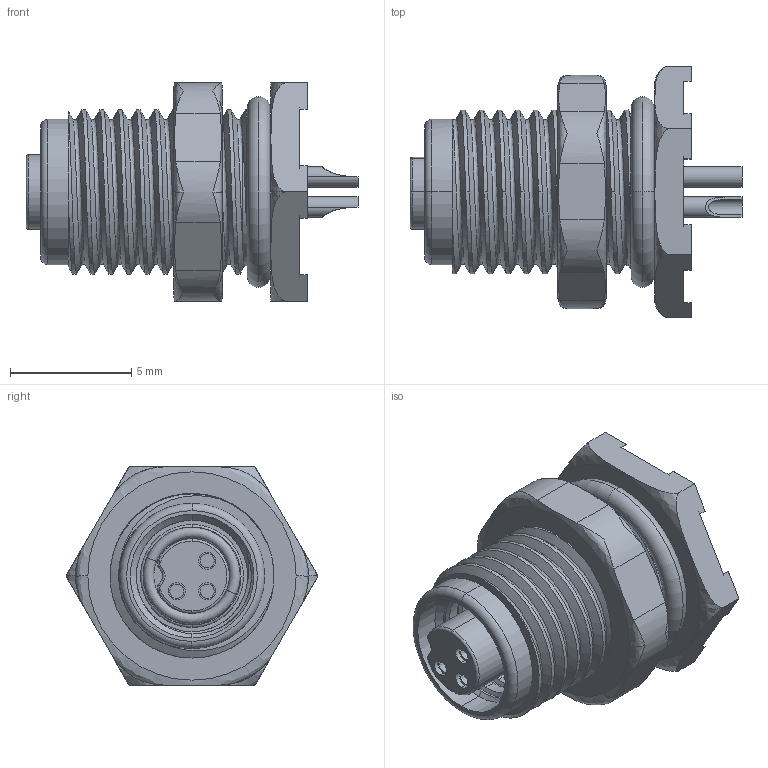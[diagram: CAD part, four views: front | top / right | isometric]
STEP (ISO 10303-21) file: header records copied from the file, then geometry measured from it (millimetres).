
FILE_DESCRIPTION (( 'STEP AP203' ), '1' );
FILE_NAME ('54-00104_revA.STEP', '2018-08-23T16:36:09', ( '' ), ( '' ), 'SwSTEP 2.0', 'SolidWorks 2015', '' );
FILE_SCHEMA (( 'CONFIG_CONTROL_DESIGN' ));
Length unit declared in the file: millimetre
Products named in the file (8): M5_oring_small; M5F3P_short; M5Female_socket; M5_female panel mount threads; M5_oring_large_6 mm diameter; M7x.75 nut; 54-00104_revA
Assembly tree (9 placements, depth 3):
  54-00104_revA
    M5_female panel mount threads
    M7x.75 nut
    M5_oring_large_6 mm diameter
    M5F3P_short
      M5F3P_short
      M5Female_socket  x3
    M5_oring_small
Bounding box: 13.7 x 10.39 x 9 mm (x, y, z)
Volume: 388.2 mm3; surface area: 1263.6 mm2
Topology: 8 solids, 8 shells, 244 faces, 613 edges, 389 vertices
Faces by surface type: cylinder 122, plane 65, torus 22, bspline 21, cone 14
Entity records: 14622 total; most frequent: CARTESIAN_POINT 9263, ORIENTED_EDGE 1034, DIRECTION 854, EDGE_CURVE 517, AXIS2_PLACEMENT_3D 350, VERTEX_POINT 333, EDGE_LOOP 218, FACE_OUTER_BOUND 200
